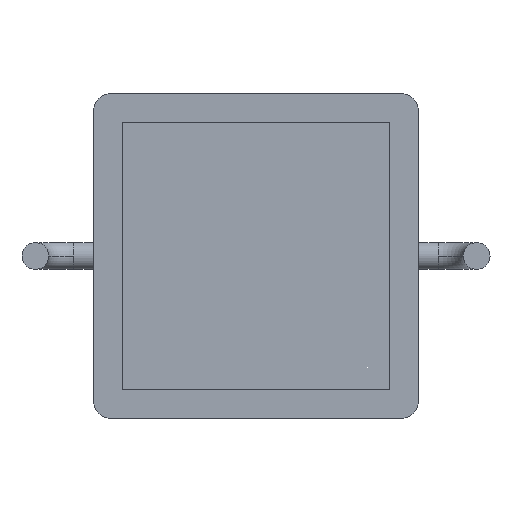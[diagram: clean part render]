
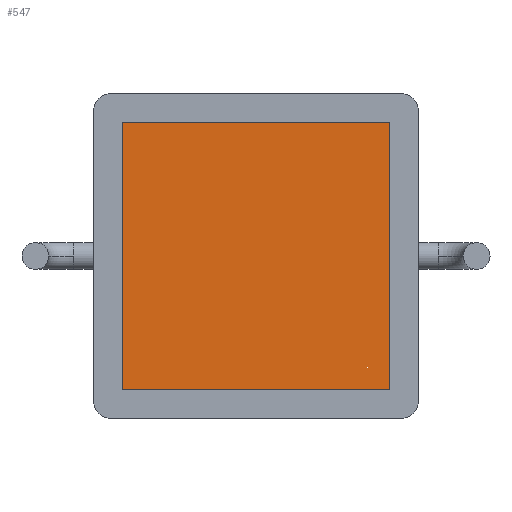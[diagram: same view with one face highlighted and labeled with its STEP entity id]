
A CAD part, front view. The second image highlights one B-rep face of the part: STEP entity #547.
In plain terms, the highlighted planar face has unit normal (0, -1, 0).
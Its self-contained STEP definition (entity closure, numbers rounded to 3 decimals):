
#19 = EDGE_CURVE ( 'NONE', #27, #990, #94, .T. ) ;
#27 = VERTEX_POINT ( 'NONE', #271 ) ;
#60 = VECTOR ( 'NONE', #178, 1000. ) ;
#73 = VECTOR ( 'NONE', #1099, 1000. ) ;
#94 = LINE ( 'NONE', #771, #60 ) ;
#117 = VECTOR ( 'NONE', #1244, 1000. ) ;
#161 = CARTESIAN_POINT ( 'NONE',  ( -3.5, -0.01, -3.5 ) ) ;
#178 = DIRECTION ( 'NONE',  ( 0., 0., -1. ) ) ;
#226 = LINE ( 'NONE', #391, #498 ) ;
#271 = CARTESIAN_POINT ( 'NONE',  ( 3.5, -0.01, 3.5 ) ) ;
#305 = CARTESIAN_POINT ( 'NONE',  ( -3.5, -0.01, 3.5 ) ) ;
#368 = DIRECTION ( 'NONE',  ( 0., 1., 0. ) ) ;
#391 = CARTESIAN_POINT ( 'NONE',  ( -3.5, -0.01, 3.5 ) ) ;
#397 = ORIENTED_EDGE ( 'NONE', *, *, #19, .F. ) ;
#399 = DIRECTION ( 'NONE',  ( 1., 0., 0. ) ) ;
#485 = DIRECTION ( 'NONE',  ( 0., 0., 1. ) ) ;
#498 = VECTOR ( 'NONE', #399, 1000. ) ;
#547 = ADVANCED_FACE ( 'NONE', ( #1058 ), #1077, .F. ) ;
#560 = CARTESIAN_POINT ( 'NONE',  ( 0., -0.01, 0. ) ) ;
#670 = LINE ( 'NONE', #798, #73 ) ;
#677 = EDGE_CURVE ( 'NONE', #1057, #859, #670, .T. ) ;
#692 = ORIENTED_EDGE ( 'NONE', *, *, #1102, .F. ) ;
#755 = CARTESIAN_POINT ( 'NONE',  ( -3.5, -0.01, -3.5 ) ) ;
#771 = CARTESIAN_POINT ( 'NONE',  ( 3.5, -0.01, -3.5 ) ) ;
#791 = EDGE_CURVE ( 'NONE', #859, #27, #226, .T. ) ;
#798 = CARTESIAN_POINT ( 'NONE',  ( -3.5, -0.01, -3.5 ) ) ;
#813 = EDGE_LOOP ( 'NONE', ( #397, #1224, #1128, #692 ) ) ;
#859 = VERTEX_POINT ( 'NONE', #305 ) ;
#938 = LINE ( 'NONE', #755, #117 ) ;
#990 = VERTEX_POINT ( 'NONE', #1207 ) ;
#1057 = VERTEX_POINT ( 'NONE', #161 ) ;
#1058 = FACE_OUTER_BOUND ( 'NONE', #813, .T. ) ;
#1077 = PLANE ( 'NONE',  #1235 ) ;
#1099 = DIRECTION ( 'NONE',  ( 0., 0., 1. ) ) ;
#1102 = EDGE_CURVE ( 'NONE', #990, #1057, #938, .T. ) ;
#1128 = ORIENTED_EDGE ( 'NONE', *, *, #677, .F. ) ;
#1207 = CARTESIAN_POINT ( 'NONE',  ( 3.5, -0.01, -3.5 ) ) ;
#1224 = ORIENTED_EDGE ( 'NONE', *, *, #791, .F. ) ;
#1235 = AXIS2_PLACEMENT_3D ( 'NONE', #560, #368, #485 ) ;
#1244 = DIRECTION ( 'NONE',  ( -1., 0., 0. ) ) ;
